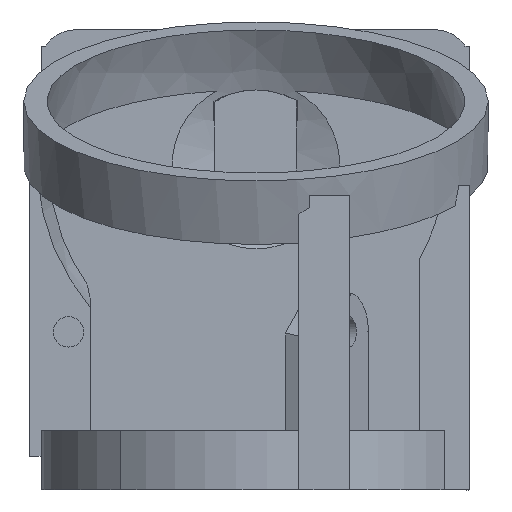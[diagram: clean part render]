
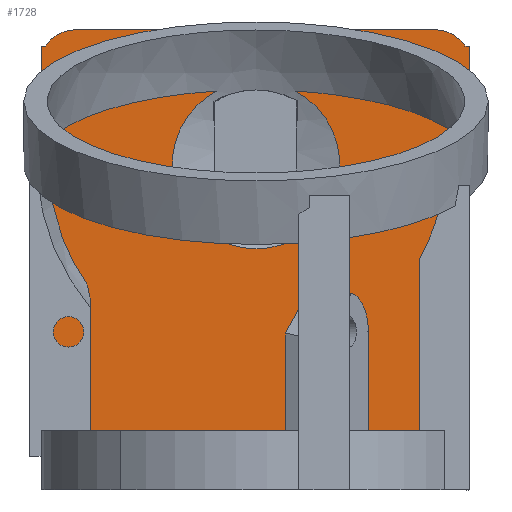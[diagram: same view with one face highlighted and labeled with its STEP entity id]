
A CAD part, left-side view. The second image highlights one B-rep face of the part: STEP entity #1728.
In plain terms, the highlighted planar face has unit normal (-1, 0, 0).
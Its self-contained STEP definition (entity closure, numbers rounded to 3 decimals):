
#333=CARTESIAN_POINT('',(230.607,23.956,27.422));
#334=VERTEX_POINT('',#333);
#360=CARTESIAN_POINT('',(230.607,29.009,24.608));
#361=VERTEX_POINT('',#360);
#362=CARTESIAN_POINT('',(230.607,29.009,24.608));
#363=CARTESIAN_POINT('',(230.607,23.956,30.447));
#364=CARTESIAN_POINT('',(230.607,18.903,24.608));
#365=(BOUNDED_CURVE()
B_SPLINE_CURVE(2,(#362,#363,#364),.UNSPECIFIED.,.F.,.F.)
B_SPLINE_CURVE_WITH_KNOTS((3,3),(338.438,381.562),.UNSPECIFIED.)
CURVE()
GEOMETRIC_REPRESENTATION_ITEM()
RATIONAL_B_SPLINE_CURVE((1.,0.93,1.))
REPRESENTATION_ITEM(''));
#366=EDGE_CURVE('',#361,#334,#365,.T.);
#477=CARTESIAN_POINT('',(230.607,18.903,24.608));
#478=VERTEX_POINT('',#477);
#486=CARTESIAN_POINT('',(230.607,29.009,24.608));
#487=CARTESIAN_POINT('',(230.607,23.956,30.447));
#488=CARTESIAN_POINT('',(230.607,18.903,24.608));
#489=(BOUNDED_CURVE()
B_SPLINE_CURVE(2,(#486,#487,#488),.UNSPECIFIED.,.F.,.F.)
B_SPLINE_CURVE_WITH_KNOTS((3,3),(338.438,381.562),.UNSPECIFIED.)
CURVE()
GEOMETRIC_REPRESENTATION_ITEM()
RATIONAL_B_SPLINE_CURVE((1.,0.93,1.))
REPRESENTATION_ITEM(''));
#490=EDGE_CURVE('',#334,#478,#489,.T.);
#620=CARTESIAN_POINT('',(230.607,23.956,15.275));
#621=VERTEX_POINT('',#620);
#861=CARTESIAN_POINT('',(230.607,21.617,24.608));
#862=VERTEX_POINT('',#861);
#863=CARTESIAN_POINT('',(230.607,21.617,24.608));
#864=CARTESIAN_POINT('',(230.607,18.204,22.783));
#865=CARTESIAN_POINT('',(230.607,19.145,19.029));
#866=CARTESIAN_POINT('',(230.607,20.086,15.275));
#867=CARTESIAN_POINT('',(230.607,23.956,15.275));
#868=CARTESIAN_POINT('',(230.607,27.826,15.275));
#869=CARTESIAN_POINT('',(230.607,28.767,19.029));
#870=CARTESIAN_POINT('',(230.607,29.708,22.783));
#871=CARTESIAN_POINT('',(230.607,26.295,24.608));
#872=(BOUNDED_CURVE()
B_SPLINE_CURVE(2,(#863,#864,#865,#866,#867,#868,#869,#870,#871),.UNSPECIFIED.,.F.,.F.)
B_SPLINE_CURVE_WITH_KNOTS((3,2,2,2,3),(208.141,284.07,360.,435.93,511.859),.UNSPECIFIED.)
CURVE()
GEOMETRIC_REPRESENTATION_ITEM()
RATIONAL_B_SPLINE_CURVE((1.,0.788,1.,0.788,1.,0.788,1.,0.788,1.))
REPRESENTATION_ITEM(''));
#873=EDGE_CURVE('',#862,#621,#872,.T.);
#973=CARTESIAN_POINT('',(230.607,26.295,24.608));
#974=VERTEX_POINT('',#973);
#981=CARTESIAN_POINT('',(230.607,21.617,24.608));
#982=CARTESIAN_POINT('',(230.607,18.204,22.783));
#983=CARTESIAN_POINT('',(230.607,19.145,19.029));
#984=CARTESIAN_POINT('',(230.607,20.086,15.275));
#985=CARTESIAN_POINT('',(230.607,23.956,15.275));
#986=CARTESIAN_POINT('',(230.607,27.826,15.275));
#987=CARTESIAN_POINT('',(230.607,28.767,19.029));
#988=CARTESIAN_POINT('',(230.607,29.708,22.783));
#989=CARTESIAN_POINT('',(230.607,26.295,24.608));
#990=(BOUNDED_CURVE()
B_SPLINE_CURVE(2,(#981,#982,#983,#984,#985,#986,#987,#988,#989),.UNSPECIFIED.,.F.,.F.)
B_SPLINE_CURVE_WITH_KNOTS((3,2,2,2,3),(208.141,284.07,360.,435.93,511.859),.UNSPECIFIED.)
CURVE()
GEOMETRIC_REPRESENTATION_ITEM()
RATIONAL_B_SPLINE_CURVE((1.,0.788,1.,0.788,1.,0.788,1.,0.788,1.))
REPRESENTATION_ITEM(''));
#991=EDGE_CURVE('',#621,#974,#990,.T.);
#1505=CARTESIAN_POINT('',(230.607,20.001,11.258));
#1506=VERTEX_POINT('',#1505);
#1514=CARTESIAN_POINT('',(230.607,20.001,4.5));
#1515=VERTEX_POINT('',#1514);
#1516=CARTESIAN_POINT('',(230.607,20.001,11.258));
#1517=DIRECTION('',(0.,0.,-1.));
#1518=VECTOR('',#1517,6.758);
#1519=LINE('',#1516,#1518);
#1520=EDGE_CURVE('',#1506,#1515,#1519,.T.);
#1584=CARTESIAN_POINT('',(230.607,19.636,10.361));
#1585=VERTEX_POINT('',#1584);
#1592=CARTESIAN_POINT('',(230.607,20.001,11.258));
#1593=CARTESIAN_POINT('',(230.607,19.762,10.977));
#1594=CARTESIAN_POINT('',(230.607,19.636,10.666));
#1595=CARTESIAN_POINT('',(230.607,19.636,10.361));
#1596=B_SPLINE_CURVE_WITH_KNOTS('',3,(#1592,#1593,#1594,#1595),.UNSPECIFIED.,.F.,.F.,(4,4),(337.021,360.),.UNSPECIFIED.);
#1597=EDGE_CURVE('',#1506,#1585,#1596,.T.);
#1603=CARTESIAN_POINT('',(230.607,36.676,1.));
#1604=DIRECTION('',(-1.,0.,0.));
#1605=DIRECTION('',(0.,-1.,0.));
#1606=AXIS2_PLACEMENT_3D('',#1603,#1604,#1605);
#1607=PLANE('',#1606);
#1608=ORIENTED_EDGE('',*,*,#1520,.F.);
#1609=ORIENTED_EDGE('',*,*,#1597,.T.);
#1610=CARTESIAN_POINT('',(230.607,19.636,4.5));
#1611=VERTEX_POINT('',#1610);
#1612=CARTESIAN_POINT('',(230.607,19.636,10.361));
#1613=DIRECTION('',(-0.,-0.,-1.));
#1614=VECTOR('',#1613,5.861);
#1615=LINE('',#1612,#1614);
#1616=EDGE_CURVE('',#1585,#1611,#1615,.T.);
#1617=ORIENTED_EDGE('',*,*,#1616,.T.);
#1618=CARTESIAN_POINT('',(230.607,11.297,4.5));
#1619=VERTEX_POINT('',#1618);
#1620=CARTESIAN_POINT('',(230.607,19.636,4.5));
#1621=DIRECTION('',(0.,-1.,0.));
#1622=VECTOR('',#1621,8.338);
#1623=LINE('',#1620,#1622);
#1624=EDGE_CURVE('',#1611,#1619,#1623,.T.);
#1625=ORIENTED_EDGE('',*,*,#1624,.T.);
#1626=CARTESIAN_POINT('',(230.607,11.297,27.271));
#1627=VERTEX_POINT('',#1626);
#1628=CARTESIAN_POINT('',(230.607,11.297,27.271));
#1629=DIRECTION('',(-0.,-0.,-1.));
#1630=VECTOR('',#1629,22.771);
#1631=LINE('',#1628,#1630);
#1632=EDGE_CURVE('',#1627,#1619,#1631,.T.);
#1633=ORIENTED_EDGE('',*,*,#1632,.F.);
#1634=CARTESIAN_POINT('',(230.607,11.589,27.271));
#1635=VERTEX_POINT('',#1634);
#1636=CARTESIAN_POINT('',(230.607,11.589,27.271));
#1637=DIRECTION('',(-0.,-1.,-0.));
#1638=VECTOR('',#1637,0.292);
#1639=LINE('',#1636,#1638);
#1640=EDGE_CURVE('',#1635,#1627,#1639,.T.);
#1641=ORIENTED_EDGE('',*,*,#1640,.F.);
#1642=CARTESIAN_POINT('',(230.607,11.883,27.645));
#1643=VERTEX_POINT('',#1642);
#1644=CARTESIAN_POINT('',(230.607,13.297,26.231));
#1645=DIRECTION('',(1.,0.,0.));
#1646=DIRECTION('',(0.,0.,-1.));
#1647=AXIS2_PLACEMENT_3D('',#1644,#1645,#1646);
#1648=CIRCLE('',#1647,2.);
#1649=EDGE_CURVE('',#1643,#1635,#1648,.T.);
#1650=ORIENTED_EDGE('',*,*,#1649,.F.);
#1651=CARTESIAN_POINT('',(230.607,13.297,28.231));
#1652=VERTEX_POINT('',#1651);
#1653=CARTESIAN_POINT('',(230.607,13.297,26.231));
#1654=DIRECTION('',(1.,0.,0.));
#1655=DIRECTION('',(0.,0.,-1.));
#1656=AXIS2_PLACEMENT_3D('',#1653,#1654,#1655);
#1657=CIRCLE('',#1656,2.);
#1658=EDGE_CURVE('',#1652,#1643,#1657,.T.);
#1659=ORIENTED_EDGE('',*,*,#1658,.F.);
#1660=CARTESIAN_POINT('',(230.607,34.676,28.231));
#1661=VERTEX_POINT('',#1660);
#1662=CARTESIAN_POINT('',(230.607,34.676,28.231));
#1663=DIRECTION('',(-0.,-1.,-0.));
#1664=VECTOR('',#1663,21.379);
#1665=LINE('',#1662,#1664);
#1666=EDGE_CURVE('',#1661,#1652,#1665,.T.);
#1667=ORIENTED_EDGE('',*,*,#1666,.F.);
#1668=CARTESIAN_POINT('',(230.607,36.09,27.645));
#1669=VERTEX_POINT('',#1668);
#1670=CARTESIAN_POINT('',(230.607,34.676,26.231));
#1671=DIRECTION('',(1.,-0.,-0.));
#1672=DIRECTION('',(0.,0.,1.));
#1673=AXIS2_PLACEMENT_3D('',#1670,#1671,#1672);
#1674=CIRCLE('',#1673,2.);
#1675=EDGE_CURVE('',#1669,#1661,#1674,.T.);
#1676=ORIENTED_EDGE('',*,*,#1675,.F.);
#1677=CARTESIAN_POINT('',(230.607,36.384,27.271));
#1678=VERTEX_POINT('',#1677);
#1679=CARTESIAN_POINT('',(230.607,34.676,26.231));
#1680=DIRECTION('',(1.,-0.,-0.));
#1681=DIRECTION('',(0.,0.,1.));
#1682=AXIS2_PLACEMENT_3D('',#1679,#1680,#1681);
#1683=CIRCLE('',#1682,2.);
#1684=EDGE_CURVE('',#1678,#1669,#1683,.T.);
#1685=ORIENTED_EDGE('',*,*,#1684,.F.);
#1686=CARTESIAN_POINT('',(230.607,36.676,27.271));
#1687=VERTEX_POINT('',#1686);
#1688=CARTESIAN_POINT('',(230.607,36.676,27.271));
#1689=DIRECTION('',(-0.,-1.,-0.));
#1690=VECTOR('',#1689,0.292);
#1691=LINE('',#1688,#1690);
#1692=EDGE_CURVE('',#1687,#1678,#1691,.T.);
#1693=ORIENTED_EDGE('',*,*,#1692,.F.);
#1694=CARTESIAN_POINT('',(230.607,36.676,4.5));
#1695=VERTEX_POINT('',#1694);
#1696=CARTESIAN_POINT('',(230.607,36.676,4.5));
#1697=DIRECTION('',(0.,0.,1.));
#1698=VECTOR('',#1697,22.771);
#1699=LINE('',#1696,#1698);
#1700=EDGE_CURVE('',#1695,#1687,#1699,.T.);
#1701=ORIENTED_EDGE('',*,*,#1700,.F.);
#1702=CARTESIAN_POINT('',(230.607,36.676,4.5));
#1703=DIRECTION('',(0.,-1.,0.));
#1704=VECTOR('',#1703,16.676);
#1705=LINE('',#1702,#1704);
#1706=EDGE_CURVE('',#1695,#1515,#1705,.T.);
#1707=ORIENTED_EDGE('',*,*,#1706,.T.);
#1708=EDGE_LOOP('',(#1608,#1609,#1617,#1625,#1633,#1641,#1650,#1659,#1667,#1676,#1685,#1693,#1701,#1707));
#1709=FACE_BOUND('',#1708,.T.);
#1710=ORIENTED_EDGE('',*,*,#873,.T.);
#1711=ORIENTED_EDGE('',*,*,#991,.T.);
#1712=CARTESIAN_POINT('',(230.607,29.009,24.608));
#1713=DIRECTION('',(-0.,-1.,-0.));
#1714=VECTOR('',#1713,2.714);
#1715=LINE('',#1712,#1714);
#1716=EDGE_CURVE('',#361,#974,#1715,.T.);
#1717=ORIENTED_EDGE('',*,*,#1716,.F.);
#1718=ORIENTED_EDGE('',*,*,#366,.T.);
#1719=ORIENTED_EDGE('',*,*,#490,.T.);
#1720=CARTESIAN_POINT('',(230.607,21.617,24.608));
#1721=DIRECTION('',(-0.,-1.,-0.));
#1722=VECTOR('',#1721,2.714);
#1723=LINE('',#1720,#1722);
#1724=EDGE_CURVE('',#862,#478,#1723,.T.);
#1725=ORIENTED_EDGE('',*,*,#1724,.F.);
#1726=EDGE_LOOP('',(#1710,#1711,#1717,#1718,#1719,#1725));
#1727=FACE_BOUND('',#1726,.T.);
#1728=ADVANCED_FACE('',(#1709,#1727),#1607,.T.);
